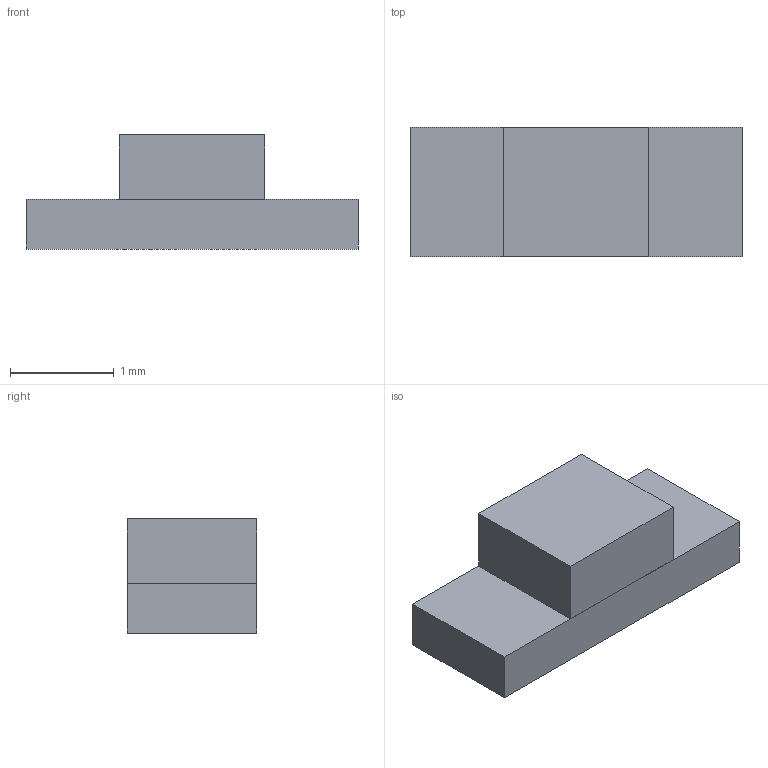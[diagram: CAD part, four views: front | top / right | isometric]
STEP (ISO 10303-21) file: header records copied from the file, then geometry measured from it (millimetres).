
FILE_DESCRIPTION(/* description */ (''),/* implementation_level */ '2;1');
FILE_NAME(/* name */ 'MHT150RGBCT v1.step',/* time_stamp */ '2020-01-17T22:32:24-08:00',/* author */ (''),/* organization */ (''),/* preprocessor_version */ 'ST-DEVELOPER v18',/* originating_system */ 'Autodesk Translation Framework v8.12.0.6',/* authorisation */ '');
FILE_SCHEMA (('AUTOMOTIVE_DESIGN { 1 0 10303 214 3 1 1 }'));
Length unit declared in the file: millimetre
Products named in the file (3): MHT150RGBCT; 零部件1; 零部件2
Assembly tree (2 placements, depth 2):
  MHT150RGBCT
    零部件1
    零部件2
Bounding box: 3.2 x 1.25 x 1.1 mm (x, y, z)
Volume: 3 mm3; surface area: 19.1 mm2
Topology: 2 solids, 2 shells, 12 faces, 24 edges, 16 vertices
Faces by surface type: plane 12
Entity records: 423 total; most frequent: DIRECTION 60, CARTESIAN_POINT 58, ORIENTED_EDGE 48, LINE 24, VECTOR 24, EDGE_CURVE 24, AXIS2_PLACEMENT_3D 18, VERTEX_POINT 16
